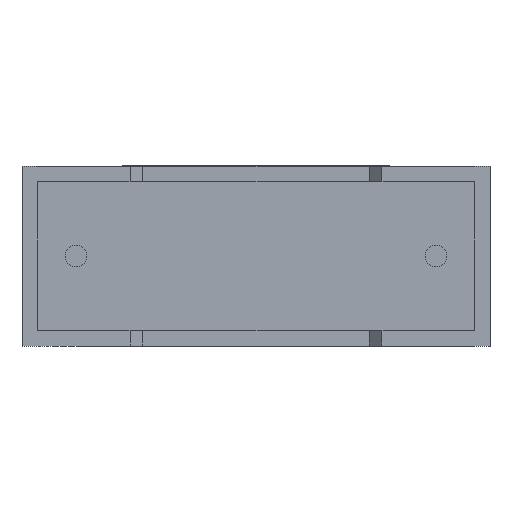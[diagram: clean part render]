
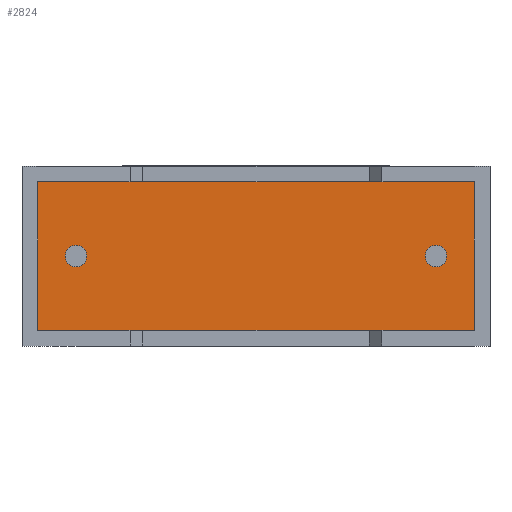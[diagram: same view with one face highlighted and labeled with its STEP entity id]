
A CAD part, front view. The second image highlights one B-rep face of the part: STEP entity #2824.
In plain terms, the highlighted planar face has unit normal (0, -1, 0).
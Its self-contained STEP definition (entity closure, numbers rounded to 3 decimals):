
#30 = DIRECTION ( 'NONE',  ( 0., -1., 0. ) ) ;
#113 = DIRECTION ( 'NONE',  ( 0., 0., -1. ) ) ;
#136 = CARTESIAN_POINT ( 'NONE',  ( 0.433, 0.75, 0.433 ) ) ;
#187 = CARTESIAN_POINT ( 'NONE',  ( 1.5, 0.75, 2.8 ) ) ;
#244 = ORIENTED_EDGE ( 'NONE', *, *, #2066, .T. ) ;
#258 = CARTESIAN_POINT ( 'NONE',  ( 12.567, 0.75, 0.433 ) ) ;
#308 = ORIENTED_EDGE ( 'NONE', *, *, #801, .F. ) ;
#331 = CIRCLE ( 'NONE', #2248, 0.3 ) ;
#342 = EDGE_CURVE ( 'NONE', #595, #2268, #1887, .T. ) ;
#347 = VERTEX_POINT ( 'NONE', #1992 ) ;
#372 = ORIENTED_EDGE ( 'NONE', *, *, #3005, .F. ) ;
#393 = DIRECTION ( 'NONE',  ( 0., -1., 0. ) ) ;
#517 = VECTOR ( 'NONE', #2467, 1000. ) ;
#595 = VERTEX_POINT ( 'NONE', #1106 ) ;
#734 = FACE_BOUND ( 'NONE', #2037, .T. ) ;
#775 = CARTESIAN_POINT ( 'NONE',  ( 0.433, 0.75, 0.433 ) ) ;
#801 = EDGE_CURVE ( 'NONE', #1233, #347, #1406, .T. ) ;
#823 = CARTESIAN_POINT ( 'NONE',  ( 12.567, 0.75, 0.433 ) ) ;
#833 = ORIENTED_EDGE ( 'NONE', *, *, #2373, .T. ) ;
#1027 = ORIENTED_EDGE ( 'NONE', *, *, #2979, .F. ) ;
#1089 = DIRECTION ( 'NONE',  ( 0., -1., 0. ) ) ;
#1106 = CARTESIAN_POINT ( 'NONE',  ( 12.567, 0.75, 4.567 ) ) ;
#1133 = PLANE ( 'NONE',  #1424 ) ;
#1138 = CARTESIAN_POINT ( 'NONE',  ( 0.433, 0.75, 4.567 ) ) ;
#1147 = AXIS2_PLACEMENT_3D ( 'NONE', #1605, #1340, #1845 ) ;
#1233 = VERTEX_POINT ( 'NONE', #2692 ) ;
#1340 = DIRECTION ( 'NONE',  ( 0., -1., 0. ) ) ;
#1406 = CIRCLE ( 'NONE', #2704, 0.3 ) ;
#1424 = AXIS2_PLACEMENT_3D ( 'NONE', #2081, #393, #2759 ) ;
#1495 = EDGE_CURVE ( 'NONE', #2242, #1627, #331, .T. ) ;
#1529 = CARTESIAN_POINT ( 'NONE',  ( 1.5, 0.75, 2.2 ) ) ;
#1546 = DIRECTION ( 'NONE',  ( 0., 0., -1. ) ) ;
#1594 = CIRCLE ( 'NONE', #2428, 0.3 ) ;
#1605 = CARTESIAN_POINT ( 'NONE',  ( 1.5, 0.75, 2.5 ) ) ;
#1627 = VERTEX_POINT ( 'NONE', #187 ) ;
#1646 = FACE_BOUND ( 'NONE', #2309, .T. ) ;
#1805 = DIRECTION ( 'NONE',  ( 0., 0., -1. ) ) ;
#1845 = DIRECTION ( 'NONE',  ( 0., 0., -1. ) ) ;
#1878 = DIRECTION ( 'NONE',  ( 0., 0., -1. ) ) ;
#1887 = LINE ( 'NONE', #2236, #517 ) ;
#1901 = VECTOR ( 'NONE', #2018, 1000. ) ;
#1957 = VECTOR ( 'NONE', #2858, 1000. ) ;
#1992 = CARTESIAN_POINT ( 'NONE',  ( 11.5, 0.75, 2.2 ) ) ;
#2018 = DIRECTION ( 'NONE',  ( 1., 0., 0. ) ) ;
#2023 = LINE ( 'NONE', #258, #1957 ) ;
#2037 = EDGE_LOOP ( 'NONE', ( #372, #2717 ) ) ;
#2038 = LINE ( 'NONE', #1138, #2151 ) ;
#2045 = ORIENTED_EDGE ( 'NONE', *, *, #2896, .T. ) ;
#2066 = EDGE_CURVE ( 'NONE', #2931, #595, #2023, .T. ) ;
#2081 = CARTESIAN_POINT ( 'NONE',  ( 0., 0.75, 0. ) ) ;
#2087 = EDGE_LOOP ( 'NONE', ( #833, #2045, #244, #2576 ) ) ;
#2151 = VECTOR ( 'NONE', #1546, 1000. ) ;
#2236 = CARTESIAN_POINT ( 'NONE',  ( 12.567, 0.75, 4.567 ) ) ;
#2242 = VERTEX_POINT ( 'NONE', #1529 ) ;
#2248 = AXIS2_PLACEMENT_3D ( 'NONE', #2267, #1089, #113 ) ;
#2267 = CARTESIAN_POINT ( 'NONE',  ( 1.5, 0.75, 2.5 ) ) ;
#2268 = VERTEX_POINT ( 'NONE', #2508 ) ;
#2309 = EDGE_LOOP ( 'NONE', ( #308, #1027 ) ) ;
#2310 = CARTESIAN_POINT ( 'NONE',  ( 11.5, 0.75, 2.5 ) ) ;
#2371 = LINE ( 'NONE', #136, #1901 ) ;
#2373 = EDGE_CURVE ( 'NONE', #2268, #2857, #2038, .T. ) ;
#2428 = AXIS2_PLACEMENT_3D ( 'NONE', #2310, #3017, #1805 ) ;
#2467 = DIRECTION ( 'NONE',  ( -1., 0., 0. ) ) ;
#2508 = CARTESIAN_POINT ( 'NONE',  ( 0.433, 0.75, 4.567 ) ) ;
#2544 = FACE_OUTER_BOUND ( 'NONE', #2087, .T. ) ;
#2576 = ORIENTED_EDGE ( 'NONE', *, *, #342, .T. ) ;
#2692 = CARTESIAN_POINT ( 'NONE',  ( 11.5, 0.75, 2.8 ) ) ;
#2704 = AXIS2_PLACEMENT_3D ( 'NONE', #2853, #30, #1878 ) ;
#2717 = ORIENTED_EDGE ( 'NONE', *, *, #1495, .F. ) ;
#2759 = DIRECTION ( 'NONE',  ( 0., 0., -1. ) ) ;
#2824 = ADVANCED_FACE ( 'NONE', ( #1646, #2544, #734 ), #1133, .T. ) ;
#2853 = CARTESIAN_POINT ( 'NONE',  ( 11.5, 0.75, 2.5 ) ) ;
#2857 = VERTEX_POINT ( 'NONE', #775 ) ;
#2858 = DIRECTION ( 'NONE',  ( 0., 0., 1. ) ) ;
#2896 = EDGE_CURVE ( 'NONE', #2857, #2931, #2371, .T. ) ;
#2928 = CIRCLE ( 'NONE', #1147, 0.3 ) ;
#2931 = VERTEX_POINT ( 'NONE', #823 ) ;
#2979 = EDGE_CURVE ( 'NONE', #347, #1233, #1594, .T. ) ;
#3005 = EDGE_CURVE ( 'NONE', #1627, #2242, #2928, .T. ) ;
#3017 = DIRECTION ( 'NONE',  ( 0., -1., 0. ) ) ;
